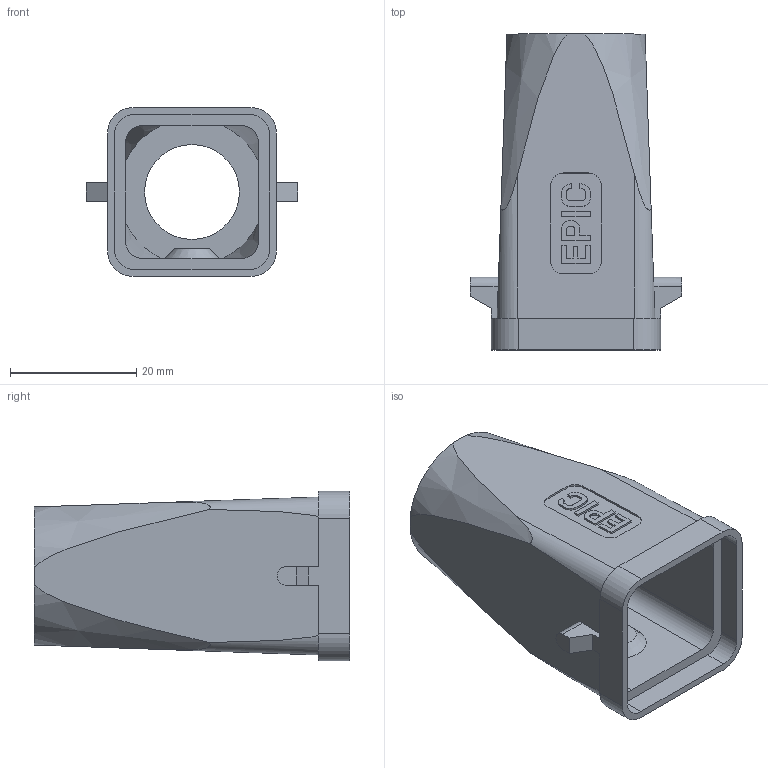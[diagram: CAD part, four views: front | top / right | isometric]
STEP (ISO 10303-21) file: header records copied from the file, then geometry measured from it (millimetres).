
FILE_DESCRIPTION(/* description */ ('Alibre Inc.'),/* implementation_level */ '2;1');
FILE_NAME(/* name */ 'export-FDB5CE93-049D-4132-BB5C-E9AABAD3C4A6',/* time_stamp */ '2019-08-09T16:06:22+02:00',/* author */ (''),/* organization */ (''),/* preprocessor_version */ 'ST-DEVELOPER v17',/* originating_system */ 'Alibre',/* authorisation */ '');
FILE_SCHEMA (('AUTOMOTIVE_DESIGN'));
Length unit declared in the file: millimetre
Bounding box: 33.5 x 50 x 26.8 mm (x, y, z)
Volume: 7412 mm3; surface area: 9045.1 mm2
Topology: 1 solids, 1 shells, 130 faces, 355 edges, 237 vertices
Faces by surface type: plane 83, cylinder 38, cone 9
Full cylindrical faces by diameter (mm): 3.1 x1, 6.2 x1, 15 x1, 18.376 x1
Entity records: 4361 total; most frequent: CARTESIAN_POINT 981, ORIENTED_EDGE 700, DIRECTION 587, EDGE_CURVE 350, VECTOR 244, LINE 244, VERTEX_POINT 236, AXIS2_PLACEMENT_3D 213
